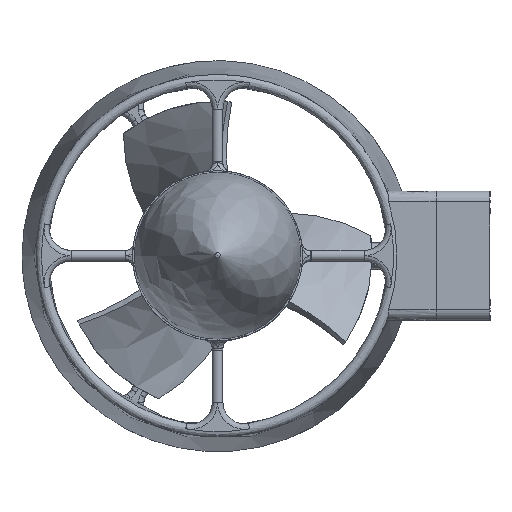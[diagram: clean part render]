
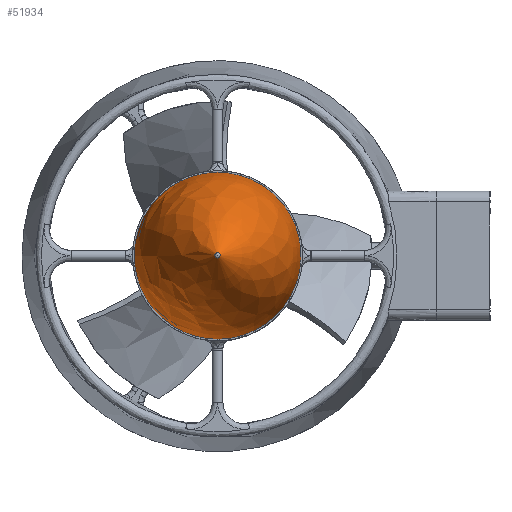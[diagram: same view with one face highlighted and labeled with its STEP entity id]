
A CAD part, top view. The second image highlights one B-rep face of the part: STEP entity #51934.
In plain terms, the highlighted free-form (B-spline) face has degree [2, 2] with [3, 9] control points.
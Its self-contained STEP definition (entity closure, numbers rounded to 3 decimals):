
#49353 = EDGE_CURVE('',#49354,#49354,#49356,.T.);
#49354 = VERTEX_POINT('',#49355);
#49355 = CARTESIAN_POINT('',(-15.45,0.,20.531));
#49356 = ( BOUNDED_CURVE() B_SPLINE_CURVE(2,(#49357,#49358,#49359,#49360
    ,#49361,#49362,#49363,#49364,#49365),.UNSPECIFIED.,.T.,.F.) 
B_SPLINE_CURVE_WITH_KNOTS((3,2,2,2,3),(-3.142,-1.571,0.
,1.571,3.142),.UNSPECIFIED.) CURVE() 
GEOMETRIC_REPRESENTATION_ITEM() RATIONAL_B_SPLINE_CURVE((1.,
    0.707,1.,0.707,1.,0.707,1.,0.707
,1.)) REPRESENTATION_ITEM('') );
#49357 = CARTESIAN_POINT('',(-15.45,0.,20.531)
  );
#49358 = CARTESIAN_POINT('',(-15.45,15.45,20.531));
#49359 = CARTESIAN_POINT('',(0.,15.45,20.531));
#49360 = CARTESIAN_POINT('',(15.45,15.45,20.531));
#49361 = CARTESIAN_POINT('',(15.45,0.,20.531));
#49362 = CARTESIAN_POINT('',(15.45,-15.45,20.531));
#49363 = CARTESIAN_POINT('',(0.,-15.45,20.531)
  );
#49364 = CARTESIAN_POINT('',(-15.45,-15.45,20.531));
#49365 = CARTESIAN_POINT('',(-15.45,0.,20.531)
  );
#51850 = EDGE_CURVE('',#51851,#51853,#51855,.T.);
#51851 = VERTEX_POINT('',#51852);
#51852 = CARTESIAN_POINT('',(-0.495,0.,
    56.729));
#51853 = VERTEX_POINT('',#51854);
#51854 = CARTESIAN_POINT('',(0.495,0.,56.729));
#51855 = ( BOUNDED_CURVE() B_SPLINE_CURVE(2,(#51856,#51857,#51858,#51859
,#51860),.UNSPECIFIED.,.F.,.F.) B_SPLINE_CURVE_WITH_KNOTS((3,2,3),(
-3.142,-1.571,0.),.UNSPECIFIED.) CURVE() 
GEOMETRIC_REPRESENTATION_ITEM() RATIONAL_B_SPLINE_CURVE((1.,
0.707,1.,0.707,1.)) REPRESENTATION_ITEM('') );
#51856 = CARTESIAN_POINT('',(-0.495,0.,
    56.729));
#51857 = CARTESIAN_POINT('',(-0.495,-0.495,
    56.729));
#51858 = CARTESIAN_POINT('',(0.,-0.495,
    56.729));
#51859 = CARTESIAN_POINT('',(0.495,-0.495,
    56.729));
#51860 = CARTESIAN_POINT('',(0.495,0.,56.729));
#51889 = EDGE_CURVE('',#51853,#51851,#51890,.T.);
#51890 = ( BOUNDED_CURVE() B_SPLINE_CURVE(2,(#51891,#51892,#51893,#51894
,#51895),.UNSPECIFIED.,.F.,.F.) B_SPLINE_CURVE_WITH_KNOTS((3,2,3),(0.,
1.571,3.142),.UNSPECIFIED.) CURVE() 
GEOMETRIC_REPRESENTATION_ITEM() RATIONAL_B_SPLINE_CURVE((1.,
0.707,1.,0.707,1.)) REPRESENTATION_ITEM('') );
#51891 = CARTESIAN_POINT('',(0.495,0.,56.729));
#51892 = CARTESIAN_POINT('',(0.495,0.495,
    56.729));
#51893 = CARTESIAN_POINT('',(0.,0.495,
    56.729));
#51894 = CARTESIAN_POINT('',(-0.495,0.495,
    56.729));
#51895 = CARTESIAN_POINT('',(-0.495,0.,
    56.729));
#51934 = ADVANCED_FACE('',(#51935),#51947,.T.);
#51935 = FACE_BOUND('',#51936,.T.);
#51936 = EDGE_LOOP('',(#51937,#51938,#51944,#51945,#51946));
#51937 = ORIENTED_EDGE('',*,*,#51850,.F.);
#51938 = ORIENTED_EDGE('',*,*,#51939,.T.);
#51939 = EDGE_CURVE('',#51851,#49354,#51940,.T.);
#51940 = ( BOUNDED_CURVE() B_SPLINE_CURVE(2,(#51941,#51942,#51943),
.UNSPECIFIED.,.F.,.F.) B_SPLINE_CURVE_WITH_KNOTS((3,3),(-0.724,
-0.059),.PIECEWISE_BEZIER_KNOTS.) CURVE() 
GEOMETRIC_REPRESENTATION_ITEM() RATIONAL_B_SPLINE_CURVE((1.,0.945
,1.)) REPRESENTATION_ITEM('') );
#51941 = CARTESIAN_POINT('',(-0.495,0.,56.729));
#51942 = CARTESIAN_POINT('',(-14.222,0.,41.212));
#51943 = CARTESIAN_POINT('',(-15.45,0.,20.531));
#51944 = ORIENTED_EDGE('',*,*,#49353,.F.);
#51945 = ORIENTED_EDGE('',*,*,#51939,.F.);
#51946 = ORIENTED_EDGE('',*,*,#51889,.F.);
#51947 = ( BOUNDED_SURFACE() B_SPLINE_SURFACE(2,2,(
    (#51948,#51949,#51950,#51951,#51952,#51953,#51954,#51955,#51956)
    ,(#51957,#51958,#51959,#51960,#51961,#51962,#51963,#51964,#51965)
    ,(#51966,#51967,#51968,#51969,#51970,#51971,#51972,#51973,#51974
)),.UNSPECIFIED.,.F.,.T.,.F.) B_SPLINE_SURFACE_WITH_KNOTS((3,3),(1,2,2,2
    ,2,2,1),(0.059,0.724),(-4.712,
    -3.142,-1.571,0.,1.571,3.142,
4.712),.UNSPECIFIED.) GEOMETRIC_REPRESENTATION_ITEM() 
RATIONAL_B_SPLINE_SURFACE((
    (1.,0.707,1.,0.707,1.,0.707,1.
      ,0.707,1.)
    ,(0.945,0.668,0.945,0.668
      ,0.945,0.668,0.945,0.668
      ,0.945)
    ,(1.,0.707,1.,0.707,1.,0.707,1.
,0.707,1.))) REPRESENTATION_ITEM('') SURFACE() );
#51948 = CARTESIAN_POINT('',(-0.495,0.,56.729));
#51949 = CARTESIAN_POINT('',(-0.495,-0.495,
    56.729));
#51950 = CARTESIAN_POINT('',(0.,-0.495,
    56.729));
#51951 = CARTESIAN_POINT('',(0.495,-0.495,
    56.729));
#51952 = CARTESIAN_POINT('',(0.495,0.,56.729));
#51953 = CARTESIAN_POINT('',(0.495,0.495,
    56.729));
#51954 = CARTESIAN_POINT('',(0.,0.495,
    56.729));
#51955 = CARTESIAN_POINT('',(-0.495,0.495,
    56.729));
#51956 = CARTESIAN_POINT('',(-0.495,0.,56.729));
#51957 = CARTESIAN_POINT('',(-14.222,0.,41.212));
#51958 = CARTESIAN_POINT('',(-14.222,-14.222,
    41.212));
#51959 = CARTESIAN_POINT('',(0.,-14.222,
    41.212));
#51960 = CARTESIAN_POINT('',(14.222,-14.222,
    41.212));
#51961 = CARTESIAN_POINT('',(14.222,0.,41.212));
#51962 = CARTESIAN_POINT('',(14.222,14.222,
    41.212));
#51963 = CARTESIAN_POINT('',(0.,14.222,
    41.212));
#51964 = CARTESIAN_POINT('',(-14.222,14.222,
    41.212));
#51965 = CARTESIAN_POINT('',(-14.222,0.,41.212));
#51966 = CARTESIAN_POINT('',(-15.45,0.,20.531));
#51967 = CARTESIAN_POINT('',(-15.45,-15.45,20.531));
#51968 = CARTESIAN_POINT('',(0.,-15.45,20.531));
#51969 = CARTESIAN_POINT('',(15.45,-15.45,20.531));
#51970 = CARTESIAN_POINT('',(15.45,0.,20.531));
#51971 = CARTESIAN_POINT('',(15.45,15.45,20.531));
#51972 = CARTESIAN_POINT('',(0.,15.45,20.531));
#51973 = CARTESIAN_POINT('',(-15.45,15.45,20.531));
#51974 = CARTESIAN_POINT('',(-15.45,0.,20.531));
